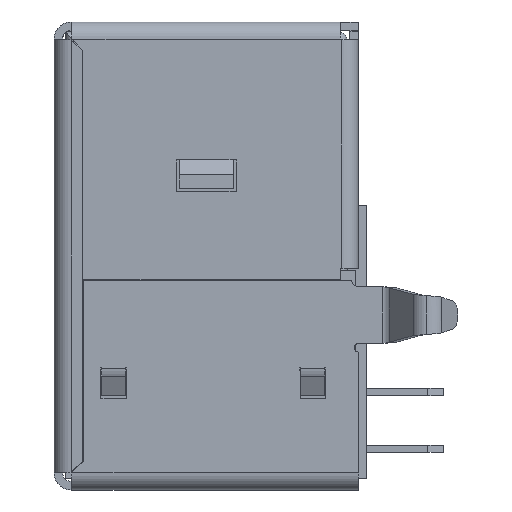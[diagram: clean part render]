
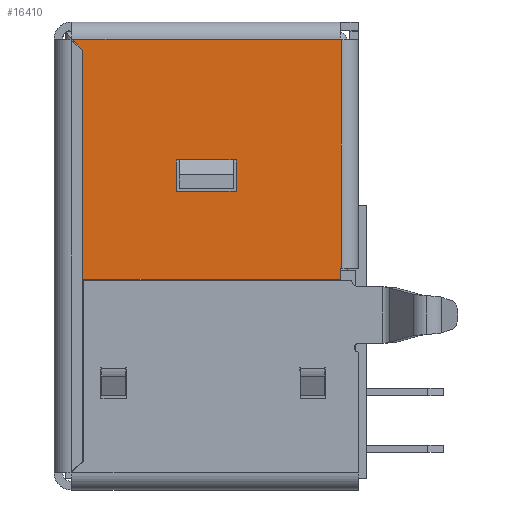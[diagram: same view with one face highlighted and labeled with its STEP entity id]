
A CAD part, left-side view. The second image highlights one B-rep face of the part: STEP entity #16410.
In plain terms, the highlighted planar face has unit normal (-1, 0, 0).
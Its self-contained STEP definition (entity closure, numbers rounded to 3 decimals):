
#128 = CARTESIAN_POINT ( 'NONE',  ( -6.05, 0.23, -16.1 ) ) ;
#170 = DIRECTION ( 'NONE',  ( 0., 0., -1. ) ) ;
#258 = DIRECTION ( 'NONE',  ( -1., 0., 0. ) ) ;
#466 = CARTESIAN_POINT ( 'NONE',  ( -6.05, -0.4, -0.28 ) ) ;
#748 = VECTOR ( 'NONE', #14029, 1000. ) ;
#795 = LINE ( 'NONE', #5250, #7991 ) ;
#814 = DIRECTION ( 'NONE',  ( 0., 1., 0. ) ) ;
#851 = CARTESIAN_POINT ( 'NONE',  ( -6.05, 0.23, -0.25 ) ) ;
#1045 = CARTESIAN_POINT ( 'NONE',  ( -6.05, 6., -5.6 ) ) ;
#1694 = CARTESIAN_POINT ( 'NONE',  ( -6.05, -54.038, -0.25 ) ) ;
#1697 = DIRECTION ( 'NONE',  ( 0., -0.707, -0.707 ) ) ;
#1841 = EDGE_LOOP ( 'NONE', ( #13224, #13079, #4832, #5962, #14878, #5253, #18721, #4920, #7591, #15078 ) ) ;
#2090 = CARTESIAN_POINT ( 'NONE',  ( -6.05, -0.4, -8.7 ) ) ;
#2466 = EDGE_CURVE ( 'NONE', #14905, #13309, #4887, .T. ) ;
#2569 = VERTEX_POINT ( 'NONE', #7494 ) ;
#3103 = EDGE_CURVE ( 'NONE', #3626, #17084, #4461, .T. ) ;
#3154 = VECTOR ( 'NONE', #6205, 1000. ) ;
#3324 = VERTEX_POINT ( 'NONE', #7092 ) ;
#3459 = VECTOR ( 'NONE', #814, 1000. ) ;
#3626 = VERTEX_POINT ( 'NONE', #8732 ) ;
#3826 = CARTESIAN_POINT ( 'NONE',  ( -6.05, 0.2, -8.3 ) ) ;
#3865 = CARTESIAN_POINT ( 'NONE',  ( -6.05, 0.23, -8.7 ) ) ;
#4461 = LINE ( 'NONE', #6507, #748 ) ;
#4832 = ORIENTED_EDGE ( 'NONE', *, *, #10628, .F. ) ;
#4887 = LINE ( 'NONE', #9414, #17558 ) ;
#4920 = ORIENTED_EDGE ( 'NONE', *, *, #6526, .T. ) ;
#5250 = CARTESIAN_POINT ( 'NONE',  ( -6.05, 6., -4.5 ) ) ;
#5253 = ORIENTED_EDGE ( 'NONE', *, *, #6944, .F. ) ;
#5398 = VERTEX_POINT ( 'NONE', #14467 ) ;
#5629 = LINE ( 'NONE', #11673, #9471 ) ;
#5837 = VERTEX_POINT ( 'NONE', #6619 ) ;
#5962 = ORIENTED_EDGE ( 'NONE', *, *, #3103, .T. ) ;
#6046 = VERTEX_POINT ( 'NONE', #3826 ) ;
#6057 = VECTOR ( 'NONE', #13656, 1000. ) ;
#6205 = DIRECTION ( 'NONE',  ( 0., 1., 0. ) ) ;
#6378 = VECTOR ( 'NONE', #14654, 1000. ) ;
#6507 = CARTESIAN_POINT ( 'NONE',  ( -6.05, 9.67, -16.1 ) ) ;
#6526 = EDGE_CURVE ( 'NONE', #16560, #12086, #15324, .T. ) ;
#6551 = DIRECTION ( 'NONE',  ( 0., 0., 1. ) ) ;
#6619 = CARTESIAN_POINT ( 'NONE',  ( -6.05, 3.9, -5.6 ) ) ;
#6944 = EDGE_CURVE ( 'NONE', #17598, #5398, #18049, .T. ) ;
#7092 = CARTESIAN_POINT ( 'NONE',  ( -6.05, 6., -4.5 ) ) ;
#7275 = VECTOR ( 'NONE', #15833, 1000. ) ;
#7494 = CARTESIAN_POINT ( 'NONE',  ( -6.05, 6., -5.6 ) ) ;
#7581 = EDGE_CURVE ( 'NONE', #12086, #6046, #5629, .T. ) ;
#7591 = ORIENTED_EDGE ( 'NONE', *, *, #7581, .T. ) ;
#7712 = DIRECTION ( 'NONE',  ( 0., -1., 0. ) ) ;
#7877 = DIRECTION ( 'NONE',  ( 0., 0., 1. ) ) ;
#7991 = VECTOR ( 'NONE', #11394, 1000. ) ;
#8263 = CARTESIAN_POINT ( 'NONE',  ( -6.05, 9.67, -0.266 ) ) ;
#8270 = AXIS2_PLACEMENT_3D ( 'NONE', #16761, #258, #9340 ) ;
#8341 = LINE ( 'NONE', #14071, #7275 ) ;
#8732 = CARTESIAN_POINT ( 'NONE',  ( -6.05, 9.67, -0.25 ) ) ;
#8875 = EDGE_CURVE ( 'NONE', #2569, #5837, #8941, .T. ) ;
#8941 = LINE ( 'NONE', #1045, #18610 ) ;
#9312 = CARTESIAN_POINT ( 'NONE',  ( -6.05, 0.23, -0.28 ) ) ;
#9340 = DIRECTION ( 'NONE',  ( 0., -1., 0. ) ) ;
#9414 = CARTESIAN_POINT ( 'NONE',  ( -6.05, 0.23, -16.1 ) ) ;
#9471 = VECTOR ( 'NONE', #17658, 1000. ) ;
#9810 = CARTESIAN_POINT ( 'NONE',  ( -6.05, 0.2, -0.28 ) ) ;
#10359 = EDGE_CURVE ( 'NONE', #19444, #3324, #795, .T. ) ;
#10628 = EDGE_CURVE ( 'NONE', #3626, #13309, #15221, .T. ) ;
#10797 = CARTESIAN_POINT ( 'NONE',  ( -6.05, 9.67, -0.266 ) ) ;
#10804 = CARTESIAN_POINT ( 'NONE',  ( -6.05, 0.23, -8.3 ) ) ;
#10862 = FACE_BOUND ( 'NONE', #12059, .T. ) ;
#10879 = VECTOR ( 'NONE', #7712, 1000. ) ;
#10903 = LINE ( 'NONE', #10797, #15798 ) ;
#11216 = ORIENTED_EDGE ( 'NONE', *, *, #11949, .F. ) ;
#11394 = DIRECTION ( 'NONE',  ( 0., 1., 0. ) ) ;
#11673 = CARTESIAN_POINT ( 'NONE',  ( -6.05, -0.4, -8.3 ) ) ;
#11802 = LINE ( 'NONE', #19363, #6378 ) ;
#11949 = EDGE_CURVE ( 'NONE', #5837, #19444, #11802, .T. ) ;
#12059 = EDGE_LOOP ( 'NONE', ( #11216, #18492, #14712, #12346 ) ) ;
#12086 = VERTEX_POINT ( 'NONE', #10804 ) ;
#12153 = LINE ( 'NONE', #466, #3154 ) ;
#12346 = ORIENTED_EDGE ( 'NONE', *, *, #10359, .F. ) ;
#12465 = CARTESIAN_POINT ( 'NONE',  ( -6.05, 9.286, -0.65 ) ) ;
#13079 = ORIENTED_EDGE ( 'NONE', *, *, #2466, .T. ) ;
#13224 = ORIENTED_EDGE ( 'NONE', *, *, #14322, .T. ) ;
#13309 = VERTEX_POINT ( 'NONE', #851 ) ;
#13656 = DIRECTION ( 'NONE',  ( 0., 0., 1. ) ) ;
#13696 = CARTESIAN_POINT ( 'NONE',  ( -6.05, 6., -4.5 ) ) ;
#13882 = PLANE ( 'NONE',  #8270 ) ;
#14029 = DIRECTION ( 'NONE',  ( 0., 0., -1. ) ) ;
#14071 = CARTESIAN_POINT ( 'NONE',  ( -6.05, 0.2, -16.1 ) ) ;
#14268 = VECTOR ( 'NONE', #170, 1000. ) ;
#14322 = EDGE_CURVE ( 'NONE', #17382, #14905, #12153, .T. ) ;
#14467 = CARTESIAN_POINT ( 'NONE',  ( -6.05, 9.286, -0.65 ) ) ;
#14608 = EDGE_CURVE ( 'NONE', #6046, #17382, #8341, .T. ) ;
#14654 = DIRECTION ( 'NONE',  ( 0., 0., 1. ) ) ;
#14712 = ORIENTED_EDGE ( 'NONE', *, *, #16524, .F. ) ;
#14878 = ORIENTED_EDGE ( 'NONE', *, *, #18439, .T. ) ;
#14905 = VERTEX_POINT ( 'NONE', #9312 ) ;
#15078 = ORIENTED_EDGE ( 'NONE', *, *, #14608, .T. ) ;
#15221 = LINE ( 'NONE', #1694, #10879 ) ;
#15324 = LINE ( 'NONE', #128, #6057 ) ;
#15798 = VECTOR ( 'NONE', #1697, 1000. ) ;
#15833 = DIRECTION ( 'NONE',  ( 0., 0., 1. ) ) ;
#15835 = LINE ( 'NONE', #2090, #3459 ) ;
#16410 = ADVANCED_FACE ( 'NONE', ( #10862, #18312 ), #13882, .T. ) ;
#16524 = EDGE_CURVE ( 'NONE', #3324, #2569, #16659, .T. ) ;
#16560 = VERTEX_POINT ( 'NONE', #3865 ) ;
#16659 = LINE ( 'NONE', #13696, #14268 ) ;
#16761 = CARTESIAN_POINT ( 'NONE',  ( -6.05, -0.4, -16.1 ) ) ;
#17084 = VERTEX_POINT ( 'NONE', #8263 ) ;
#17382 = VERTEX_POINT ( 'NONE', #9810 ) ;
#17455 = EDGE_CURVE ( 'NONE', #16560, #17598, #15835, .T. ) ;
#17558 = VECTOR ( 'NONE', #6551, 1000. ) ;
#17598 = VERTEX_POINT ( 'NONE', #18817 ) ;
#17658 = DIRECTION ( 'NONE',  ( 0., -1., 0. ) ) ;
#17727 = DIRECTION ( 'NONE',  ( 0., -1., 0. ) ) ;
#18049 = LINE ( 'NONE', #12465, #18337 ) ;
#18312 = FACE_OUTER_BOUND ( 'NONE', #1841, .T. ) ;
#18337 = VECTOR ( 'NONE', #7877, 1000. ) ;
#18439 = EDGE_CURVE ( 'NONE', #17084, #5398, #10903, .T. ) ;
#18492 = ORIENTED_EDGE ( 'NONE', *, *, #8875, .F. ) ;
#18610 = VECTOR ( 'NONE', #17727, 1000. ) ;
#18721 = ORIENTED_EDGE ( 'NONE', *, *, #17455, .F. ) ;
#18817 = CARTESIAN_POINT ( 'NONE',  ( -6.05, 9.286, -8.7 ) ) ;
#19111 = CARTESIAN_POINT ( 'NONE',  ( -6.05, 3.9, -4.5 ) ) ;
#19363 = CARTESIAN_POINT ( 'NONE',  ( -6.05, 3.9, -4.5 ) ) ;
#19444 = VERTEX_POINT ( 'NONE', #19111 ) ;
